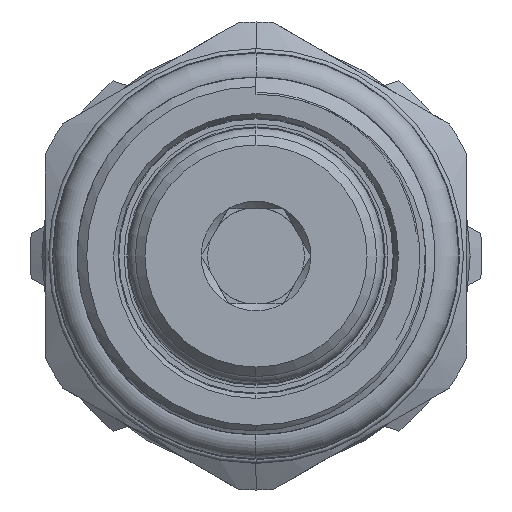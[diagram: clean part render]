
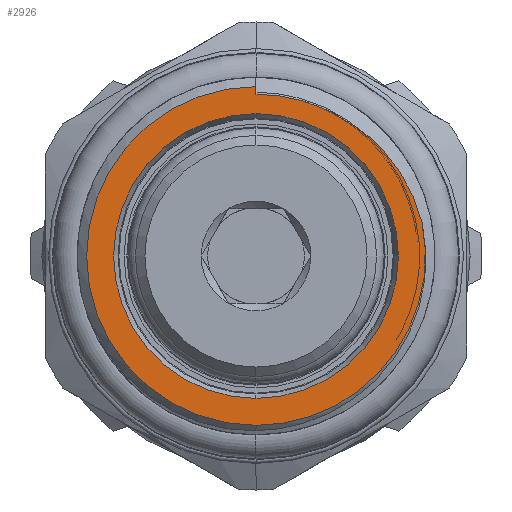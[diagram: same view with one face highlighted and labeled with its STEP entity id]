
A CAD part, left-side view. The second image highlights one B-rep face of the part: STEP entity #2926.
In plain terms, the highlighted planar face has unit normal (-1, 0, 0).
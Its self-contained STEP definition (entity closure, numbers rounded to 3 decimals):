
#101 = CARTESIAN_POINT ( 'NONE',  ( 0., 0., 8.92 ) ) ;
#311 = ORIENTED_EDGE ( 'NONE', *, *, #745, .F. ) ;
#318 = ORIENTED_EDGE ( 'NONE', *, *, #747, .T. ) ;
#374 = ORIENTED_EDGE ( 'NONE', *, *, #4946, .T. ) ;
#404 = ORIENTED_EDGE ( 'NONE', *, *, #748, .T. ) ;
#430 = VERTEX_POINT ( 'NONE', #6784 ) ;
#467 = VERTEX_POINT ( 'NONE', #6843 ) ;
#471 = VERTEX_POINT ( 'NONE', #6776 ) ;
#476 = VERTEX_POINT ( 'NONE', #6807 ) ;
#486 = VERTEX_POINT ( 'NONE', #6819 ) ;
#513 = ORIENTED_EDGE ( 'NONE', *, *, #5225, .T. ) ;
#531 = ORIENTED_EDGE ( 'NONE', *, *, #5161, .F. ) ;
#567 = VERTEX_POINT ( 'NONE', #6936 ) ;
#656 = VERTEX_POINT ( 'NONE', #101 ) ;
#745 = EDGE_CURVE ( 'NONE', #476, #567, #1828, .T. ) ;
#747 = EDGE_CURVE ( 'NONE', #486, #467, #4783, .T. ) ;
#748 = EDGE_CURVE ( 'NONE', #656, #430, #1833, .T. ) ;
#764 = AXIS2_PLACEMENT_3D ( 'NONE', #7776, #7789, #7782 ) ;
#765 = AXIS2_PLACEMENT_3D ( 'NONE', #7742, #7737, #7743 ) ;
#946 = AXIS2_PLACEMENT_3D ( 'NONE', #7063, #7071, #7070 ) ;
#1071 = AXIS2_PLACEMENT_3D ( 'NONE', #4557, #4558, #4555 ) ;
#1094 = AXIS2_PLACEMENT_3D ( 'NONE', #4404, #4405, #4406 ) ;
#1362 = ORIENTED_EDGE ( 'NONE', *, *, #4945, .T. ) ;
#1828 = CIRCLE ( 'NONE', #764, 7.5 ) ;
#1833 = CIRCLE ( 'NONE', #765, 8.92 ) ;
#2926 = ADVANCED_FACE ( 'NONE', ( #3172, #3179 ), #7055, .F. ) ;
#3172 = FACE_OUTER_BOUND ( 'NONE', #6514, .T. ) ;
#3179 = FACE_BOUND ( 'NONE', #6441, .T. ) ;
#3235 = LINE ( 'NONE', #7190, #3236 ) ;
#3236 = VECTOR ( 'NONE', #7191, 1000. ) ;
#3413 = CIRCLE ( 'NONE', #1071, 7.5 ) ;
#3440 = CIRCLE ( 'NONE', #1094, 8.92 ) ;
#4404 = CARTESIAN_POINT ( 'NONE',  ( 0., 0., 0. ) ) ;
#4405 = DIRECTION ( 'NONE',  ( -1., 0., 0. ) ) ;
#4406 = DIRECTION ( 'NONE',  ( 0., 0., -1. ) ) ;
#4555 = DIRECTION ( 'NONE',  ( 0., 0., 1. ) ) ;
#4557 = CARTESIAN_POINT ( 'NONE',  ( 0., 0., 0. ) ) ;
#4558 = DIRECTION ( 'NONE',  ( -1., 0., 0. ) ) ;
#4783 = B_SPLINE_CURVE_WITH_KNOTS ( 'NONE', 3,
 ( #7800, #7768, #7728, #7785, #7799, #7749, #7756, #7755, #7757, #7801, #7740, #7798 ),
 .UNSPECIFIED., .F., .F.,
 ( 4, 2, 2, 2, 2, 4 ),
 ( 0.013, 0.015, 0.016, 0.016, 0.018, 0.019 ),
 .UNSPECIFIED. ) ;
#4792 = B_SPLINE_CURVE_WITH_KNOTS ( 'NONE', 3,
 ( #7250, #7248, #7265, #7266, #7092, #7173, #7085, #7086, #7230, #7153 ),
 .UNSPECIFIED., .F., .F.,
 ( 4, 2, 2, 2, 4 ),
 ( 0., 0.001, 0.003, 0.004, 0.006 ),
 .UNSPECIFIED. ) ;
#4945 = EDGE_CURVE ( 'NONE', #467, #471, #4792, .T. ) ;
#4946 = EDGE_CURVE ( 'NONE', #471, #656, #3235, .T. ) ;
#5161 = EDGE_CURVE ( 'NONE', #567, #476, #3413, .T. ) ;
#5225 = EDGE_CURVE ( 'NONE', #430, #486, #3440, .T. ) ;
#6441 = EDGE_LOOP ( 'NONE', ( #311, #531 ) ) ;
#6514 = EDGE_LOOP ( 'NONE', ( #1362, #374, #404, #513, #318 ) ) ;
#6776 = CARTESIAN_POINT ( 'NONE',  ( 0., 0., 8.522 ) ) ;
#6784 = CARTESIAN_POINT ( 'NONE',  ( 0., 0., -8.92 ) ) ;
#6807 = CARTESIAN_POINT ( 'NONE',  ( 0., 0., 7.5 ) ) ;
#6819 = CARTESIAN_POINT ( 'NONE',  ( 0., -8.748, 1.742 ) ) ;
#6843 = CARTESIAN_POINT ( 'NONE',  ( 0., -5.414, 6.711 ) ) ;
#6936 = CARTESIAN_POINT ( 'NONE',  ( 0., 0., -7.5 ) ) ;
#7055 = PLANE ( 'NONE',  #946 ) ;
#7063 = CARTESIAN_POINT ( 'NONE',  ( 0., 0., 0. ) ) ;
#7070 = DIRECTION ( 'NONE',  ( 0., 0., -1. ) ) ;
#7071 = DIRECTION ( 'NONE',  ( 1., 0., 0. ) ) ;
#7085 = CARTESIAN_POINT ( 'NONE',  ( 0., -1.922, 8.324 ) ) ;
#7086 = CARTESIAN_POINT ( 'NONE',  ( 0., -0.966, 8.482 ) ) ;
#7092 = CARTESIAN_POINT ( 'NONE',  ( 0., -3.309, 7.896 ) ) ;
#7153 = CARTESIAN_POINT ( 'NONE',  ( 0., 0., 8.522 ) ) ;
#7173 = CARTESIAN_POINT ( 'NONE',  ( 0., -2.394, 8.205 ) ) ;
#7190 = CARTESIAN_POINT ( 'NONE',  ( 0., 0., 0. ) ) ;
#7191 = DIRECTION ( 'NONE',  ( 0., 0., 1. ) ) ;
#7230 = CARTESIAN_POINT ( 'NONE',  ( 0., -0.485, 8.522 ) ) ;
#7248 = CARTESIAN_POINT ( 'NONE',  ( 0., -5.021, 6.995 ) ) ;
#7250 = CARTESIAN_POINT ( 'NONE',  ( 0., -5.414, 6.711 ) ) ;
#7265 = CARTESIAN_POINT ( 'NONE',  ( 0., -4.611, 7.253 ) ) ;
#7266 = CARTESIAN_POINT ( 'NONE',  ( 0., -3.756, 7.703 ) ) ;
#7728 = CARTESIAN_POINT ( 'NONE',  ( 0., -8.46, 2.712 ) ) ;
#7737 = DIRECTION ( 'NONE',  ( -1., 0., 0. ) ) ;
#7740 = CARTESIAN_POINT ( 'NONE',  ( 0., -5.83, 6.41 ) ) ;
#7742 = CARTESIAN_POINT ( 'NONE',  ( 0., 0., 0. ) ) ;
#7743 = DIRECTION ( 'NONE',  ( 0., 0., -1. ) ) ;
#7749 = CARTESIAN_POINT ( 'NONE',  ( 0., -7.792, 4.089 ) ) ;
#7755 = CARTESIAN_POINT ( 'NONE',  ( 0., -7.242, 4.938 ) ) ;
#7756 = CARTESIAN_POINT ( 'NONE',  ( 0., -7.661, 4.306 ) ) ;
#7757 = CARTESIAN_POINT ( 'NONE',  ( 0., -6.926, 5.333 ) ) ;
#7768 = CARTESIAN_POINT ( 'NONE',  ( 0., -8.625, 2.233 ) ) ;
#7776 = CARTESIAN_POINT ( 'NONE',  ( 0., 0., 0. ) ) ;
#7782 = DIRECTION ( 'NONE',  ( 0., 0., 1. ) ) ;
#7785 = CARTESIAN_POINT ( 'NONE',  ( 0., -8.15, 3.414 ) ) ;
#7789 = DIRECTION ( 'NONE',  ( -1., 0., 0. ) ) ;
#7798 = CARTESIAN_POINT ( 'NONE',  ( 0., -5.414, 6.711 ) ) ;
#7799 = CARTESIAN_POINT ( 'NONE',  ( 0., -8.036, 3.644 ) ) ;
#7800 = CARTESIAN_POINT ( 'NONE',  ( 0., -8.748, 1.742 ) ) ;
#7801 = CARTESIAN_POINT ( 'NONE',  ( 0., -6.217, 6.072 ) ) ;
